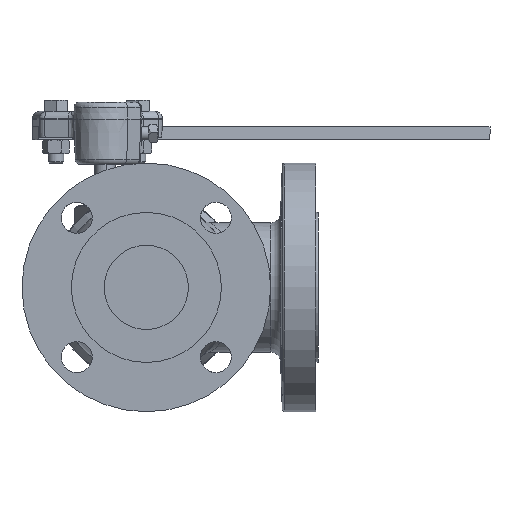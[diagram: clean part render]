
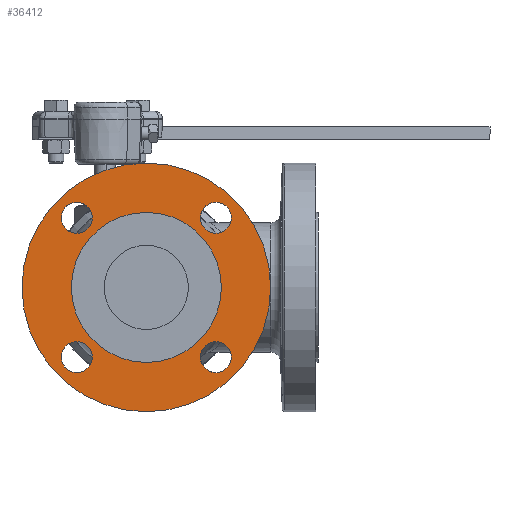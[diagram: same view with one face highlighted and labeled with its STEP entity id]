
A CAD part, front view. The second image highlights one B-rep face of the part: STEP entity #36412.
In plain terms, the highlighted planar face has unit normal (0, -1, 0).
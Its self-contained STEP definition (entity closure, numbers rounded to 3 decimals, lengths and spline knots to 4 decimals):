
#25 = AXIS2_PLACEMENT_3D ( 'NONE', #34840, #10868, #38874 ) ;
#241 = CIRCLE ( 'NONE', #25, 0.375 ) ;
#275 = AXIS2_PLACEMENT_3D ( 'NONE', #49055, #25161, #1174 ) ;
#355 = DIRECTION ( 'NONE',  ( 0., -1., 0. ) ) ;
#974 = ORIENTED_EDGE ( 'NONE', *, *, #13106, .F. ) ;
#1174 = DIRECTION ( 'NONE',  ( 0., 0., 1. ) ) ;
#1661 = CARTESIAN_POINT ( 'NONE',  ( 1.81, 0.2614, 0. ) ) ;
#2009 = DIRECTION ( 'NONE',  ( 0., 1., 0. ) ) ;
#2162 = CARTESIAN_POINT ( 'NONE',  ( -1.6794, 0.2614, -1.3044 ) ) ;
#3575 = DIRECTION ( 'NONE',  ( 0., 0., 1. ) ) ;
#3712 = FACE_BOUND ( 'NONE', #17021, .T. ) ;
#4817 = EDGE_CURVE ( 'NONE', #36951, #7320, #44198, .T. ) ;
#4902 = CARTESIAN_POINT ( 'NONE',  ( 1.6794, 0.2614, 1.3044 ) ) ;
#4981 = FACE_BOUND ( 'NONE', #24978, .T. ) ;
#6230 = EDGE_CURVE ( 'NONE', #7320, #36951, #18467, .T. ) ;
#6958 = ORIENTED_EDGE ( 'NONE', *, *, #20310, .F. ) ;
#7014 = CARTESIAN_POINT ( 'NONE',  ( -1.6794, 0.2614, -2.0544 ) ) ;
#7320 = VERTEX_POINT ( 'NONE', #38340 ) ;
#7353 = EDGE_CURVE ( 'NONE', #36400, #49009, #241, .T. ) ;
#8190 = ORIENTED_EDGE ( 'NONE', *, *, #4817, .F. ) ;
#9442 = VERTEX_POINT ( 'NONE', #7014 ) ;
#9541 = CARTESIAN_POINT ( 'NONE',  ( 0., 0.2614, 0. ) ) ;
#9544 = DIRECTION ( 'NONE',  ( 0., -1., 0. ) ) ;
#10247 = CARTESIAN_POINT ( 'NONE',  ( 1.6794, 0.2614, 1.6794 ) ) ;
#10368 = AXIS2_PLACEMENT_3D ( 'NONE', #22234, #50162, #26260 ) ;
#10404 = DIRECTION ( 'NONE',  ( 0., -1., 0. ) ) ;
#10417 = EDGE_CURVE ( 'NONE', #49009, #36400, #40333, .T. ) ;
#10487 = EDGE_CURVE ( 'NONE', #10490, #36615, #36559, .T. ) ;
#10490 = VERTEX_POINT ( 'NONE', #50239 ) ;
#10868 = DIRECTION ( 'NONE',  ( 0., -1., 0. ) ) ;
#11576 = VERTEX_POINT ( 'NONE', #27261 ) ;
#12810 = EDGE_LOOP ( 'NONE', ( #974, #18827 ) ) ;
#13106 = EDGE_CURVE ( 'NONE', #18449, #36980, #16395, .T. ) ;
#13494 = CARTESIAN_POINT ( 'NONE',  ( 0., 0.2614, 0. ) ) ;
#13555 = DIRECTION ( 'NONE',  ( 0., 0., -1. ) ) ;
#14195 = AXIS2_PLACEMENT_3D ( 'NONE', #9541, #37541, #13555 ) ;
#14267 = DIRECTION ( 'NONE',  ( 0., 0., 1. ) ) ;
#15252 = CARTESIAN_POINT ( 'NONE',  ( 0., 0.2614, -1.81 ) ) ;
#16142 = CARTESIAN_POINT ( 'NONE',  ( -1.6794, 0.2614, 2.0544 ) ) ;
#16395 = CIRCLE ( 'NONE', #46181, 0.375 ) ;
#16940 = EDGE_LOOP ( 'NONE', ( #51653, #32291 ) ) ;
#17021 = EDGE_LOOP ( 'NONE', ( #20708, #33592 ) ) ;
#17435 = AXIS2_PLACEMENT_3D ( 'NONE', #13494, #41494, #17537 ) ;
#17537 = DIRECTION ( 'NONE',  ( 0., 0., 1. ) ) ;
#18449 = VERTEX_POINT ( 'NONE', #4902 ) ;
#18467 = CIRCLE ( 'NONE', #17435, 3. ) ;
#18827 = ORIENTED_EDGE ( 'NONE', *, *, #43894, .F. ) ;
#19155 = CIRCLE ( 'NONE', #51399, 0.375 ) ;
#19894 = DIRECTION ( 'NONE',  ( 0., 1., 0. ) ) ;
#20310 = EDGE_CURVE ( 'NONE', #36615, #10490, #19155, .T. ) ;
#20708 = ORIENTED_EDGE ( 'NONE', *, *, #48837, .F. ) ;
#21000 = ORIENTED_EDGE ( 'NONE', *, *, #10417, .F. ) ;
#22234 = CARTESIAN_POINT ( 'NONE',  ( -1.6794, 0.2614, -1.6794 ) ) ;
#22481 = CARTESIAN_POINT ( 'NONE',  ( 0., 0.2614, 0. ) ) ;
#23740 = FACE_OUTER_BOUND ( 'NONE', #38103, .T. ) ;
#24348 = CARTESIAN_POINT ( 'NONE',  ( -1.6794, 0.2614, -1.6794 ) ) ;
#24978 = EDGE_LOOP ( 'NONE', ( #21000, #25384 ) ) ;
#25161 = DIRECTION ( 'NONE',  ( 0., -1., 0. ) ) ;
#25296 = EDGE_CURVE ( 'NONE', #38900, #9442, #36341, .T. ) ;
#25384 = ORIENTED_EDGE ( 'NONE', *, *, #7353, .F. ) ;
#25725 = VERTEX_POINT ( 'NONE', #15252 ) ;
#25979 = PLANE ( 'NONE',  #38299 ) ;
#26260 = DIRECTION ( 'NONE',  ( 0., 0., 1. ) ) ;
#26502 = DIRECTION ( 'NONE',  ( 0., 0., -1. ) ) ;
#26785 = CARTESIAN_POINT ( 'NONE',  ( 1.6794, 0.2614, 2.0544 ) ) ;
#26788 = AXIS2_PLACEMENT_3D ( 'NONE', #43828, #19894, #47829 ) ;
#26846 = CIRCLE ( 'NONE', #14195, 1.81 ) ;
#27261 = CARTESIAN_POINT ( 'NONE',  ( 0., 0.2614, 1.81 ) ) ;
#27536 = DIRECTION ( 'NONE',  ( 0., -1., 0. ) ) ;
#28346 = DIRECTION ( 'NONE',  ( 0., 0., 1. ) ) ;
#29899 = EDGE_LOOP ( 'NONE', ( #46879, #6958 ) ) ;
#29992 = DIRECTION ( 'NONE',  ( 0., 0., 1. ) ) ;
#31724 = AXIS2_PLACEMENT_3D ( 'NONE', #33510, #9544, #37544 ) ;
#32291 = ORIENTED_EDGE ( 'NONE', *, *, #46386, .F. ) ;
#33510 = CARTESIAN_POINT ( 'NONE',  ( 1.6794, 0.2614, -1.6794 ) ) ;
#33592 = ORIENTED_EDGE ( 'NONE', *, *, #25296, .F. ) ;
#34375 = CARTESIAN_POINT ( 'NONE',  ( -1.6794, 0.2614, 1.6794 ) ) ;
#34377 = FACE_BOUND ( 'NONE', #16940, .T. ) ;
#34840 = CARTESIAN_POINT ( 'NONE',  ( 1.6794, 0.2614, -1.6794 ) ) ;
#36341 = CIRCLE ( 'NONE', #10368, 0.375 ) ;
#36400 = VERTEX_POINT ( 'NONE', #37692 ) ;
#36412 = ADVANCED_FACE ( 'NONE', ( #3712, #4981, #47469, #45006, #34377, #23740 ), #25979, .F. ) ;
#36559 = CIRCLE ( 'NONE', #37113, 0.375 ) ;
#36615 = VERTEX_POINT ( 'NONE', #16142 ) ;
#36619 = ORIENTED_EDGE ( 'NONE', *, *, #6230, .F. ) ;
#36951 = VERTEX_POINT ( 'NONE', #50693 ) ;
#36980 = VERTEX_POINT ( 'NONE', #26785 ) ;
#37113 = AXIS2_PLACEMENT_3D ( 'NONE', #34375, #10404, #38393 ) ;
#37541 = DIRECTION ( 'NONE',  ( 0., -1., 0. ) ) ;
#37544 = DIRECTION ( 'NONE',  ( 0., 0., 1. ) ) ;
#37692 = CARTESIAN_POINT ( 'NONE',  ( 1.6794, 0.2614, -1.3044 ) ) ;
#38103 = EDGE_LOOP ( 'NONE', ( #36619, #8190 ) ) ;
#38250 = DIRECTION ( 'NONE',  ( 0., -1., 0. ) ) ;
#38299 = AXIS2_PLACEMENT_3D ( 'NONE', #1661, #2009, #29992 ) ;
#38340 = CARTESIAN_POINT ( 'NONE',  ( 0., 0.2614, -3. ) ) ;
#38393 = DIRECTION ( 'NONE',  ( 0., 0., 1. ) ) ;
#38874 = DIRECTION ( 'NONE',  ( 0., 0., 1. ) ) ;
#38900 = VERTEX_POINT ( 'NONE', #2162 ) ;
#39166 = CIRCLE ( 'NONE', #40035, 0.375 ) ;
#40035 = AXIS2_PLACEMENT_3D ( 'NONE', #24348, #355, #28346 ) ;
#40333 = CIRCLE ( 'NONE', #31724, 0.375 ) ;
#41494 = DIRECTION ( 'NONE',  ( 0., 1., 0. ) ) ;
#42582 = AXIS2_PLACEMENT_3D ( 'NONE', #22481, #50393, #26502 ) ;
#43117 = CIRCLE ( 'NONE', #42582, 1.81 ) ;
#43828 = CARTESIAN_POINT ( 'NONE',  ( 0., 0.2614, 0. ) ) ;
#43894 = EDGE_CURVE ( 'NONE', #36980, #18449, #45750, .T. ) ;
#44198 = CIRCLE ( 'NONE', #26788, 3. ) ;
#45006 = FACE_BOUND ( 'NONE', #29899, .T. ) ;
#45750 = CIRCLE ( 'NONE', #275, 0.375 ) ;
#46181 = AXIS2_PLACEMENT_3D ( 'NONE', #10247, #38250, #14267 ) ;
#46386 = EDGE_CURVE ( 'NONE', #11576, #25725, #43117, .T. ) ;
#46879 = ORIENTED_EDGE ( 'NONE', *, *, #10487, .F. ) ;
#47469 = FACE_BOUND ( 'NONE', #12810, .T. ) ;
#47829 = DIRECTION ( 'NONE',  ( 0., 0., 1. ) ) ;
#48192 = EDGE_CURVE ( 'NONE', #25725, #11576, #26846, .T. ) ;
#48837 = EDGE_CURVE ( 'NONE', #9442, #38900, #39166, .T. ) ;
#49009 = VERTEX_POINT ( 'NONE', #49302 ) ;
#49055 = CARTESIAN_POINT ( 'NONE',  ( 1.6794, 0.2614, 1.6794 ) ) ;
#49302 = CARTESIAN_POINT ( 'NONE',  ( 1.6794, 0.2614, -2.0544 ) ) ;
#50162 = DIRECTION ( 'NONE',  ( 0., -1., 0. ) ) ;
#50239 = CARTESIAN_POINT ( 'NONE',  ( -1.6794, 0.2614, 1.3044 ) ) ;
#50393 = DIRECTION ( 'NONE',  ( 0., -1., 0. ) ) ;
#50693 = CARTESIAN_POINT ( 'NONE',  ( 0., 0.2614, 3. ) ) ;
#51399 = AXIS2_PLACEMENT_3D ( 'NONE', #51469, #27536, #3575 ) ;
#51469 = CARTESIAN_POINT ( 'NONE',  ( -1.6794, 0.2614, 1.6794 ) ) ;
#51653 = ORIENTED_EDGE ( 'NONE', *, *, #48192, .F. ) ;
